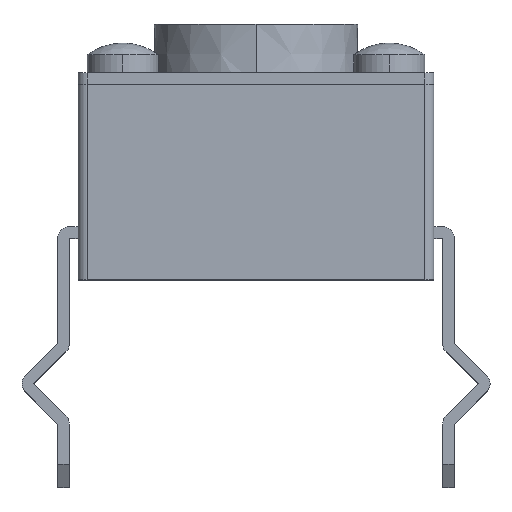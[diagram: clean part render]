
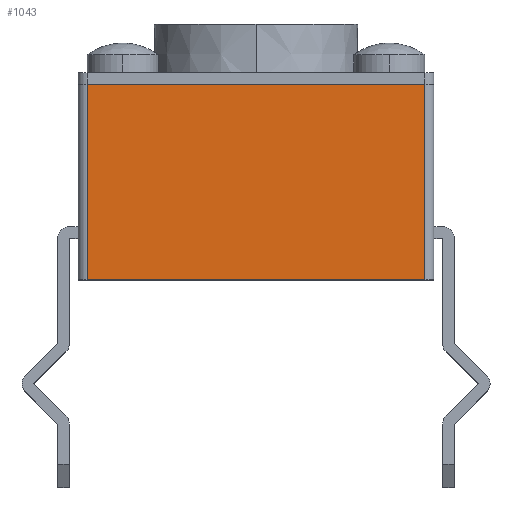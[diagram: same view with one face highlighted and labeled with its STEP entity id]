
A CAD part, top view. The second image highlights one B-rep face of the part: STEP entity #1043.
In plain terms, the highlighted planar face has unit normal (0, 0, 1).
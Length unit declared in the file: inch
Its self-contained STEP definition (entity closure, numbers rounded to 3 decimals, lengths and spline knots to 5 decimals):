
#201 = LINE ( 'NONE', #2910, #572 ) ;
#399 = CARTESIAN_POINT ( 'NONE',  ( -0.1122, 0.12992, 0.11811 ) ) ;
#572 = VECTOR ( 'NONE', #4244, 39.37008 ) ;
#690 = CARTESIAN_POINT ( 'NONE',  ( 0.1122, 0.12992, 0.11811 ) ) ;
#807 = FACE_OUTER_BOUND ( 'NONE', #3246, .T. ) ;
#838 = CARTESIAN_POINT ( 'NONE',  ( -0.1122, 0.12992, 0.11811 ) ) ;
#973 = VERTEX_POINT ( 'NONE', #3730 ) ;
#1043 = ADVANCED_FACE ( 'NONE', ( #807 ), #1433, .F. ) ;
#1139 = DIRECTION ( 'NONE',  ( 0., 0., -1. ) ) ;
#1201 = DIRECTION ( 'NONE',  ( 1., 0., 0. ) ) ;
#1256 = AXIS2_PLACEMENT_3D ( 'NONE', #4158, #1139, #2765 ) ;
#1357 = VECTOR ( 'NONE', #3316, 39.37008 ) ;
#1433 = PLANE ( 'NONE',  #1256 ) ;
#1519 = LINE ( 'NONE', #4152, #2131 ) ;
#1663 = CARTESIAN_POINT ( 'NONE',  ( 0.1122, 0., 0.11811 ) ) ;
#1780 = VERTEX_POINT ( 'NONE', #2697 ) ;
#1961 = LINE ( 'NONE', #690, #1357 ) ;
#2131 = VECTOR ( 'NONE', #1201, 39.37008 ) ;
#2621 = ORIENTED_EDGE ( 'NONE', *, *, #3754, .F. ) ;
#2693 = EDGE_CURVE ( 'NONE', #3958, #973, #1961, .T. ) ;
#2697 = CARTESIAN_POINT ( 'NONE',  ( -0.1122, 0., 0.11811 ) ) ;
#2765 = DIRECTION ( 'NONE',  ( 0., -1., 0. ) ) ;
#2819 = EDGE_CURVE ( 'NONE', #4162, #1780, #3054, .T. ) ;
#2910 = CARTESIAN_POINT ( 'NONE',  ( -0.11811, 0., 0.11811 ) ) ;
#3054 = LINE ( 'NONE', #399, #3527 ) ;
#3246 = EDGE_LOOP ( 'NONE', ( #4028, #3282, #2621, #4293 ) ) ;
#3282 = ORIENTED_EDGE ( 'NONE', *, *, #2693, .T. ) ;
#3316 = DIRECTION ( 'NONE',  ( 0., 1., 0. ) ) ;
#3414 = EDGE_CURVE ( 'NONE', #1780, #3958, #201, .T. ) ;
#3421 = DIRECTION ( 'NONE',  ( 0., -1., 0. ) ) ;
#3527 = VECTOR ( 'NONE', #3421, 39.37008 ) ;
#3730 = CARTESIAN_POINT ( 'NONE',  ( 0.1122, 0.12992, 0.11811 ) ) ;
#3754 = EDGE_CURVE ( 'NONE', #4162, #973, #1519, .T. ) ;
#3958 = VERTEX_POINT ( 'NONE', #1663 ) ;
#4028 = ORIENTED_EDGE ( 'NONE', *, *, #3414, .T. ) ;
#4152 = CARTESIAN_POINT ( 'NONE',  ( -0.11811, 0.12992, 0.11811 ) ) ;
#4158 = CARTESIAN_POINT ( 'NONE',  ( -0.11811, 0.12992, 0.11811 ) ) ;
#4162 = VERTEX_POINT ( 'NONE', #838 ) ;
#4244 = DIRECTION ( 'NONE',  ( 1., 0., 0. ) ) ;
#4293 = ORIENTED_EDGE ( 'NONE', *, *, #2819, .T. ) ;
